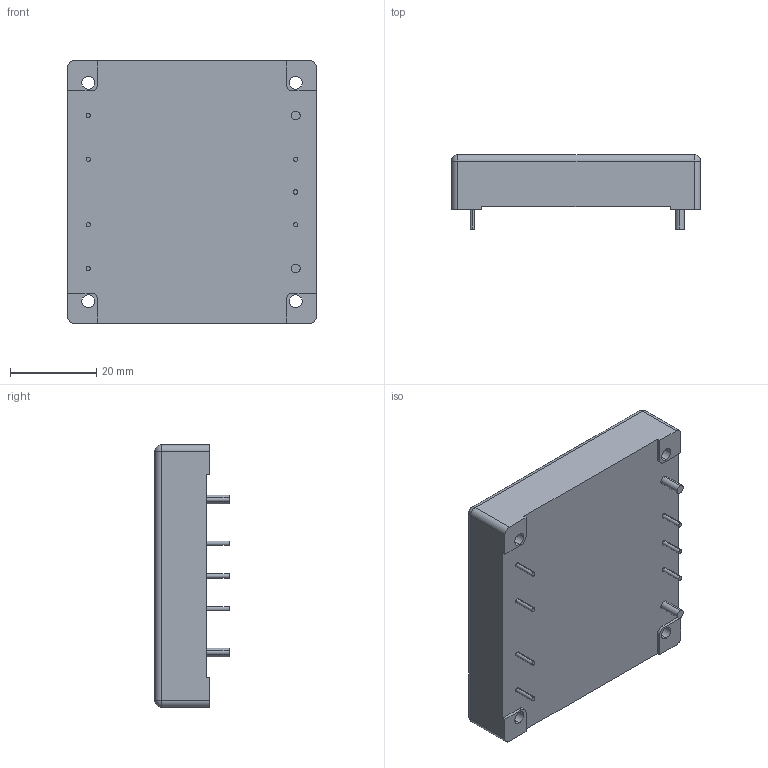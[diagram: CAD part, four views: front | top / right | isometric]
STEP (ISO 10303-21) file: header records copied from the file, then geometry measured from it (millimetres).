
FILE_DESCRIPTION (( 'STEP AP214' ), '1' );
FILE_NAME ('CUI_VHB75W-Q24-S12.step', '2017-08-12T00:52:00', ( '' ), ( '' ), 'SwSTEP 2.0', 'SolidWorks 2017', '' );
FILE_SCHEMA (( 'AUTOMOTIVE_DESIGN' ));
Length unit declared in the file: millimetre
Products named in the file (1): CUI_VHB75W-Q24-S12
Bounding box: 57.9 x 17.3 x 61 mm (x, y, z)
Volume: 42087.1 mm3; surface area: 10413.7 mm2
Topology: 1 solids, 1 shells, 69 faces, 166 edges, 104 vertices
Faces by surface type: cylinder 38, plane 27, sphere 4
Entity records: 2761 total; most frequent: DIRECTION 378, CARTESIAN_POINT 336, ORIENTED_EDGE 324, EDGE_CURVE 162, AXIS2_PLACEMENT_3D 146, VERTEX_POINT 104, EDGE_LOOP 86, VECTOR 86
